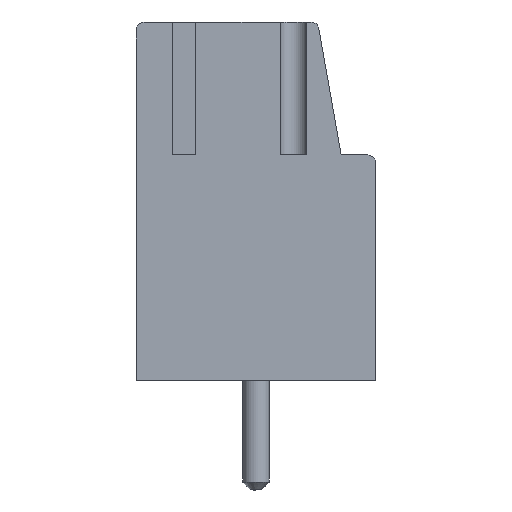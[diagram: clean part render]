
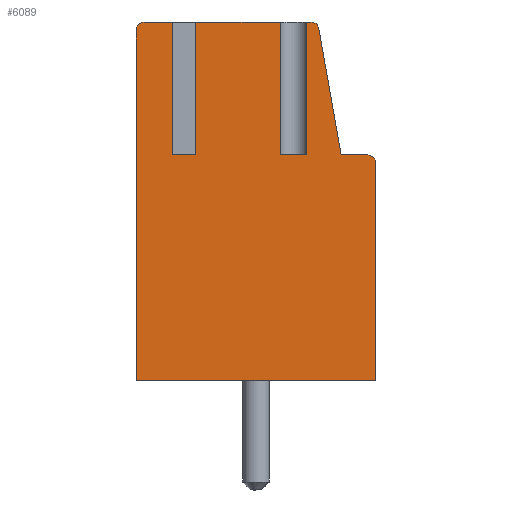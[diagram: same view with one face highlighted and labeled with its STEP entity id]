
A CAD part, left-side view. The second image highlights one B-rep face of the part: STEP entity #6089.
In plain terms, the highlighted planar face has unit normal (-1, 0, 0).
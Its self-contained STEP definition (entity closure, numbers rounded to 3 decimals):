
#396=LINE('',#9688,#809);
#397=LINE('',#9690,#810);
#398=LINE('',#9695,#811);
#399=LINE('',#9699,#812);
#402=LINE('',#9706,#815);
#406=LINE('',#9718,#819);
#408=LINE('',#9722,#821);
#413=LINE('',#9733,#826);
#418=LINE('',#9743,#831);
#457=LINE('',#9952,#870);
#458=LINE('',#9953,#871);
#466=LINE('',#9963,#879);
#481=LINE('',#9995,#894);
#482=LINE('',#9997,#895);
#809=VECTOR('',#7355,1000.);
#810=VECTOR('',#7358,1000.);
#811=VECTOR('',#7363,1000.);
#812=VECTOR('',#7366,1000.);
#815=VECTOR('',#7371,1000.);
#819=VECTOR('',#7383,1000.);
#821=VECTOR('',#7387,1000.);
#826=VECTOR('',#7396,1000.);
#831=VECTOR('',#7403,1000.);
#870=VECTOR('',#7508,1000.);
#871=VECTOR('',#7509,1000.);
#879=VECTOR('',#7519,1000.);
#894=VECTOR('',#7548,1000.);
#895=VECTOR('',#7551,1000.);
#2098=ORIENTED_EDGE('',*,*,#2810,.T.);
#2099=ORIENTED_EDGE('',*,*,#2808,.F.);
#2100=ORIENTED_EDGE('',*,*,#2898,.F.);
#2101=ORIENTED_EDGE('',*,*,#2805,.F.);
#2102=ORIENTED_EDGE('',*,*,#2802,.F.);
#2103=ORIENTED_EDGE('',*,*,#2914,.T.);
#2104=ORIENTED_EDGE('',*,*,#2915,.F.);
#2105=ORIENTED_EDGE('',*,*,#2916,.F.);
#2106=ORIENTED_EDGE('',*,*,#2815,.T.);
#2107=ORIENTED_EDGE('',*,*,#2820,.F.);
#2108=ORIENTED_EDGE('',*,*,#2823,.F.);
#2109=ORIENTED_EDGE('',*,*,#2889,.F.);
#2110=ORIENTED_EDGE('',*,*,#2797,.T.);
#2111=ORIENTED_EDGE('',*,*,#2795,.F.);
#2112=ORIENTED_EDGE('',*,*,#2799,.T.);
#2113=ORIENTED_EDGE('',*,*,#2888,.F.);
#2114=ORIENTED_EDGE('',*,*,#2794,.F.);
#2794=EDGE_CURVE('',#3298,#3297,#396,.T.);
#2795=EDGE_CURVE('',#3299,#3300,#397,.T.);
#2797=EDGE_CURVE('',#3301,#3300,#398,.F.);
#2799=EDGE_CURVE('',#3299,#3302,#399,.T.);
#2802=EDGE_CURVE('',#3305,#3306,#402,.T.);
#2805=EDGE_CURVE('',#3306,#3308,#3533,.T.);
#2808=EDGE_CURVE('',#3309,#3310,#406,.T.);
#2810=EDGE_CURVE('',#3298,#3310,#408,.T.);
#2815=EDGE_CURVE('',#3315,#3314,#413,.T.);
#2820=EDGE_CURVE('',#3318,#3314,#418,.T.);
#2823=EDGE_CURVE('',#3320,#3318,#3535,.T.);
#2888=EDGE_CURVE('',#3297,#3302,#457,.T.);
#2889=EDGE_CURVE('',#3301,#3320,#458,.T.);
#2898=EDGE_CURVE('',#3308,#3309,#466,.T.);
#2914=EDGE_CURVE('',#3305,#3379,#481,.T.);
#2915=EDGE_CURVE('',#3380,#3379,#482,.T.);
#2916=EDGE_CURVE('',#3315,#3380,#3547,.T.);
#3297=VERTEX_POINT('',#9685);
#3298=VERTEX_POINT('',#9687);
#3299=VERTEX_POINT('',#9691);
#3300=VERTEX_POINT('',#9692);
#3301=VERTEX_POINT('',#9696);
#3302=VERTEX_POINT('',#9698);
#3305=VERTEX_POINT('',#9705);
#3306=VERTEX_POINT('',#9707);
#3308=VERTEX_POINT('',#9713);
#3309=VERTEX_POINT('',#9717);
#3310=VERTEX_POINT('',#9719);
#3314=VERTEX_POINT('',#9732);
#3315=VERTEX_POINT('',#9734);
#3318=VERTEX_POINT('',#9742);
#3320=VERTEX_POINT('',#9748);
#3379=VERTEX_POINT('',#9994);
#3380=VERTEX_POINT('',#9998);
#3533=CIRCLE('',#6420,0.3);
#3535=CIRCLE('',#6428,0.3);
#3547=CIRCLE('',#6468,0.3);
#3785=EDGE_LOOP('',(#2098,#2099,#2100,#2101,#2102,#2103,#2104,#2105,#2106,
#2107,#2108,#2109,#2110,#2111,#2112,#2113,#2114));
#4053=FACE_BOUND('',#3785,.T.);
#4226=PLANE('',#6467);
#6089=ADVANCED_FACE('',(#4053),#4226,.T.);
#6420=AXIS2_PLACEMENT_3D('',#9712,#7377,#7378);
#6428=AXIS2_PLACEMENT_3D('',#9749,#7409,#7410);
#6467=AXIS2_PLACEMENT_3D('',#9996,#7549,#7550);
#6468=AXIS2_PLACEMENT_3D('',#9999,#7552,#7553);
#7355=DIRECTION('',(0.,0.,1.));
#7358=DIRECTION('',(0.,-1.,0.));
#7363=DIRECTION('',(0.,0.,1.));
#7366=DIRECTION('',(0.,0.,1.));
#7371=DIRECTION('',(0.,0.,1.));
#7377=DIRECTION('',(1.,0.,0.));
#7378=DIRECTION('',(0.,1.,0.006));
#7383=DIRECTION('',(0.,0.,-1.));
#7387=DIRECTION('',(0.,1.,0.));
#7396=DIRECTION('',(0.,1.,0.));
#7403=DIRECTION('',(0.,-0.174,-0.985));
#7409=DIRECTION('',(1.,0.,0.));
#7410=DIRECTION('',(0.,-0.011,1.));
#7508=DIRECTION('',(0.,-1.,0.));
#7509=DIRECTION('',(0.,-1.,0.));
#7519=DIRECTION('',(0.,-1.,0.));
#7548=DIRECTION('',(0.,-1.,0.));
#7549=DIRECTION('',(-1.,0.,0.));
#7550=DIRECTION('',(0.,0.,1.));
#7551=DIRECTION('',(0.,0.,-1.));
#7552=DIRECTION('',(1.,0.,0.));
#7553=DIRECTION('',(0.,-1.,0.006));
#9685=CARTESIAN_POINT('',(0.031,6.774,13.499));
#9687=CARTESIAN_POINT('',(0.031,6.774,8.5));
#9688=CARTESIAN_POINT('',(0.031,6.774,6.644));
#9690=CARTESIAN_POINT('',(0.031,6.417,8.5));
#9691=CARTESIAN_POINT('',(0.031,3.583,8.5));
#9692=CARTESIAN_POINT('',(0.031,2.585,8.5));
#9695=CARTESIAN_POINT('',(0.031,2.585,13.499));
#9696=CARTESIAN_POINT('',(0.031,2.585,13.499));
#9698=CARTESIAN_POINT('',(0.031,3.583,13.499));
#9699=CARTESIAN_POINT('',(0.031,3.583,8.5));
#9705=CARTESIAN_POINT('',(0.031,9.,0.001));
#9706=CARTESIAN_POINT('',(0.031,9.,-0.333));
#9707=CARTESIAN_POINT('',(0.031,9.,13.199));
#9712=CARTESIAN_POINT('',(0.031,8.7,13.199));
#9713=CARTESIAN_POINT('',(0.031,8.7,13.499));
#9717=CARTESIAN_POINT('',(0.031,7.626,13.499));
#9718=CARTESIAN_POINT('',(0.031,7.626,6.644));
#9719=CARTESIAN_POINT('',(0.031,7.626,8.5));
#9722=CARTESIAN_POINT('',(0.031,8.61,8.5));
#9732=CARTESIAN_POINT('',(0.031,1.3,8.5));
#9733=CARTESIAN_POINT('',(0.031,5.275,8.5));
#9734=CARTESIAN_POINT('',(0.031,0.3,8.5));
#9742=CARTESIAN_POINT('',(0.031,2.138,13.252));
#9743=CARTESIAN_POINT('',(0.031,1.094,7.328));
#9748=CARTESIAN_POINT('',(0.031,2.434,13.499));
#9749=CARTESIAN_POINT('',(0.031,2.434,13.199));
#9952=CARTESIAN_POINT('',(0.031,9.04,13.499));
#9953=CARTESIAN_POINT('',(0.031,9.04,13.499));
#9963=CARTESIAN_POINT('',(0.031,9.04,13.499));
#9994=CARTESIAN_POINT('',(0.031,0.001,0.001));
#9995=CARTESIAN_POINT('',(0.031,9.225,0.001));
#9996=CARTESIAN_POINT('',(0.031,9.225,-0.337));
#9997=CARTESIAN_POINT('',(0.031,0.001,4.034));
#9998=CARTESIAN_POINT('',(0.031,0.001,8.2));
#9999=CARTESIAN_POINT('',(0.031,0.3,8.2));
